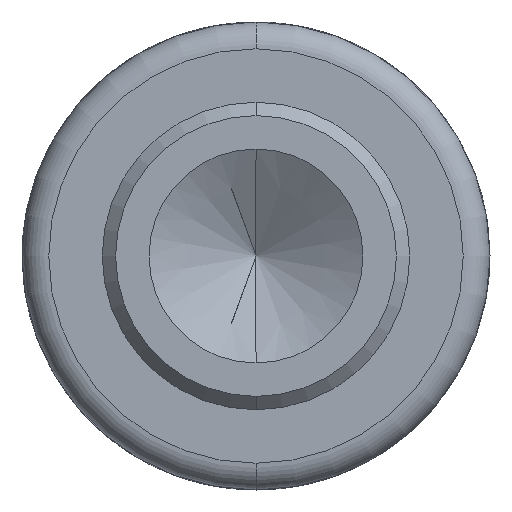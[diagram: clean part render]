
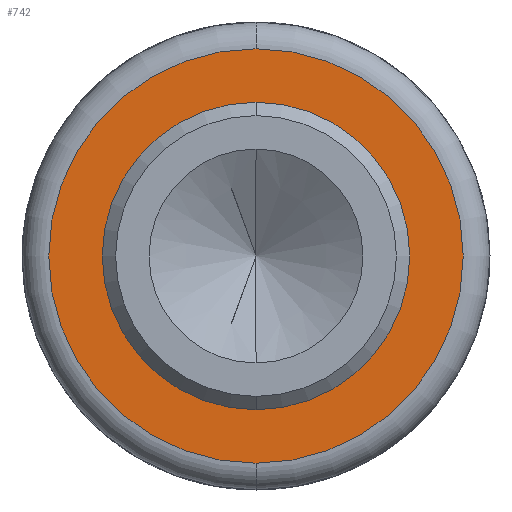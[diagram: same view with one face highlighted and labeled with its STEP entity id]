
A CAD part, front view. The second image highlights one B-rep face of the part: STEP entity #742.
In plain terms, the highlighted planar face has unit normal (0, -1, 0).
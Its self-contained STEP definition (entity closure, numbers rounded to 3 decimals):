
#22 = CARTESIAN_POINT ( 'NONE',  ( 0., 45., 0. ) ) ;
#27 = CIRCLE ( 'NONE', #971, 15.5 ) ;
#67 = CARTESIAN_POINT ( 'NONE',  ( 0., 45., 15.5 ) ) ;
#75 = CARTESIAN_POINT ( 'NONE',  ( 0., 45., 0. ) ) ;
#205 = VERTEX_POINT ( 'NONE', #676 ) ;
#222 = AXIS2_PLACEMENT_3D ( 'NONE', #229, #1194, #408 ) ;
#229 = CARTESIAN_POINT ( 'NONE',  ( 0., 45., 0. ) ) ;
#276 = VERTEX_POINT ( 'NONE', #1165 ) ;
#321 = CIRCLE ( 'NONE', #222, 11.5 ) ;
#394 = CARTESIAN_POINT ( 'NONE',  ( 0., 45., 11.5 ) ) ;
#405 = DIRECTION ( 'NONE',  ( 0., -1., 0. ) ) ;
#408 = DIRECTION ( 'NONE',  ( 0., 0., 1. ) ) ;
#464 = DIRECTION ( 'NONE',  ( 0., 0., 1. ) ) ;
#479 = VERTEX_POINT ( 'NONE', #516 ) ;
#494 = CIRCLE ( 'NONE', #741, 15.5 ) ;
#498 = FACE_OUTER_BOUND ( 'NONE', #993, .T. ) ;
#516 = CARTESIAN_POINT ( 'NONE',  ( 0., 45., 11.5 ) ) ;
#602 = CIRCLE ( 'NONE', #883, 11.5 ) ;
#676 = CARTESIAN_POINT ( 'NONE',  ( 0., 45., -11.5 ) ) ;
#688 = DIRECTION ( 'NONE',  ( 0., 1., 0. ) ) ;
#690 = ORIENTED_EDGE ( 'NONE', *, *, #932, .T. ) ;
#708 = EDGE_CURVE ( 'NONE', #276, #1086, #27, .T. ) ;
#741 = AXIS2_PLACEMENT_3D ( 'NONE', #75, #1223, #464 ) ;
#742 = ADVANCED_FACE ( 'NONE', ( #498, #1064 ), #766, .F. ) ;
#745 = EDGE_CURVE ( 'NONE', #479, #205, #321, .T. ) ;
#766 = PLANE ( 'NONE',  #1029 ) ;
#775 = DIRECTION ( 'NONE',  ( 0., 0., 1. ) ) ;
#779 = DIRECTION ( 'NONE',  ( 0., 0., 1. ) ) ;
#820 = ORIENTED_EDGE ( 'NONE', *, *, #708, .T. ) ;
#873 = DIRECTION ( 'NONE',  ( 0., 1., 0. ) ) ;
#883 = AXIS2_PLACEMENT_3D ( 'NONE', #22, #873, #1074 ) ;
#932 = EDGE_CURVE ( 'NONE', #205, #479, #602, .T. ) ;
#971 = AXIS2_PLACEMENT_3D ( 'NONE', #981, #405, #779 ) ;
#981 = CARTESIAN_POINT ( 'NONE',  ( 0., 45., 0. ) ) ;
#993 = EDGE_LOOP ( 'NONE', ( #1236, #820 ) ) ;
#1005 = ORIENTED_EDGE ( 'NONE', *, *, #745, .T. ) ;
#1029 = AXIS2_PLACEMENT_3D ( 'NONE', #394, #688, #775 ) ;
#1064 = FACE_BOUND ( 'NONE', #1087, .T. ) ;
#1074 = DIRECTION ( 'NONE',  ( 0., 0., 1. ) ) ;
#1086 = VERTEX_POINT ( 'NONE', #67 ) ;
#1087 = EDGE_LOOP ( 'NONE', ( #1005, #690 ) ) ;
#1165 = CARTESIAN_POINT ( 'NONE',  ( 0., 45., -15.5 ) ) ;
#1194 = DIRECTION ( 'NONE',  ( 0., 1., 0. ) ) ;
#1201 = EDGE_CURVE ( 'NONE', #1086, #276, #494, .T. ) ;
#1223 = DIRECTION ( 'NONE',  ( 0., -1., 0. ) ) ;
#1236 = ORIENTED_EDGE ( 'NONE', *, *, #1201, .T. ) ;
